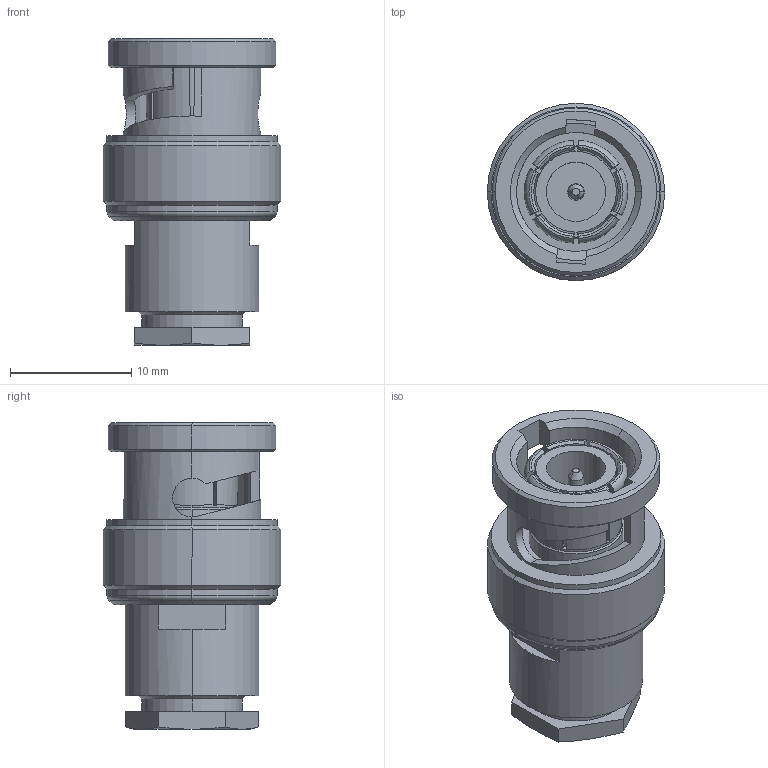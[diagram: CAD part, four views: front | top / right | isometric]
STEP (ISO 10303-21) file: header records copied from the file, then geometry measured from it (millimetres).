
FILE_DESCRIPTION (( 'STEP AP214' ), '1' );
FILE_NAME ('J01000A0608.STEP', '2017-11-15T08:43:13', ( '' ), ( '' ), 'SwSTEP 2.0', 'SolidWorks 2017', '' );
FILE_SCHEMA (( 'AUTOMOTIVE_DESIGN' ));
Length unit declared in the file: millimetre
Products named in the file (1): J01000A0608
Bounding box: 14.6 x 14.6 x 25.25 mm (x, y, z)
Volume: 2400.3 mm3; surface area: 2171.1 mm2
Topology: 1 solids, 1 shells, 164 faces, 401 edges, 246 vertices
Faces by surface type: plane 63, cylinder 55, cone 36, torus 10
Entity records: 6819 total; most frequent: CARTESIAN_POINT 1225, ORIENTED_EDGE 802, DIRECTION 789, EDGE_CURVE 401, AXIS2_PLACEMENT_3D 298, VERTEX_POINT 246, VECTOR 193, LINE 193
